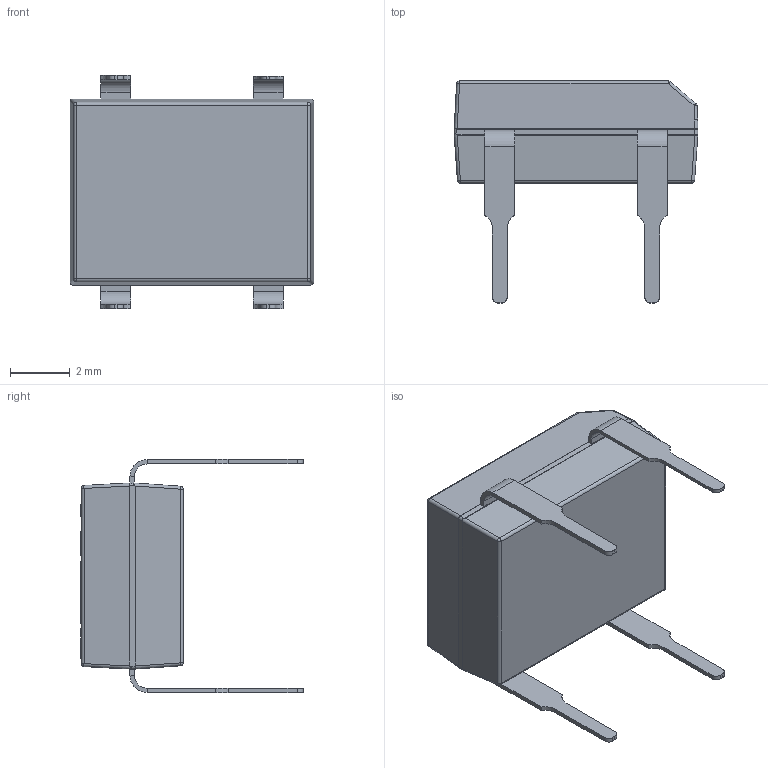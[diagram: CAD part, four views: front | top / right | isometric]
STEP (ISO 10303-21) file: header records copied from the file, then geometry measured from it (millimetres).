
FILE_DESCRIPTION (( 'STEP AP214' ), '1' );
FILE_NAME ('DB-1.STEP', '2015-12-22T10:52:49', ( 'user' ), ( 'MICROSOFT' ), 'SwSTEP 2.0', 'SolidWorks 2015', '' );
FILE_SCHEMA (( 'AUTOMOTIVE_DESIGN' ));
Length unit declared in the file: millimetre
Products named in the file (1): DB-1
Bounding box: 8.12 x 7.41 x 7.77 mm (x, y, z)
Volume: 167.4 mm3; surface area: 231.4 mm2
Topology: 1 solids, 1 shells, 427 faces, 1095 edges, 696 vertices
Faces by surface type: plane 229, bspline 127, cylinder 55, sphere 16
Entity records: 22389 total; most frequent: CARTESIAN_POINT 8205, ORIENTED_EDGE 2174, DIRECTION 1519, EDGE_CURVE 1087, LINE 721, VECTOR 721, VERTEX_POINT 696, EDGE_LOOP 461
